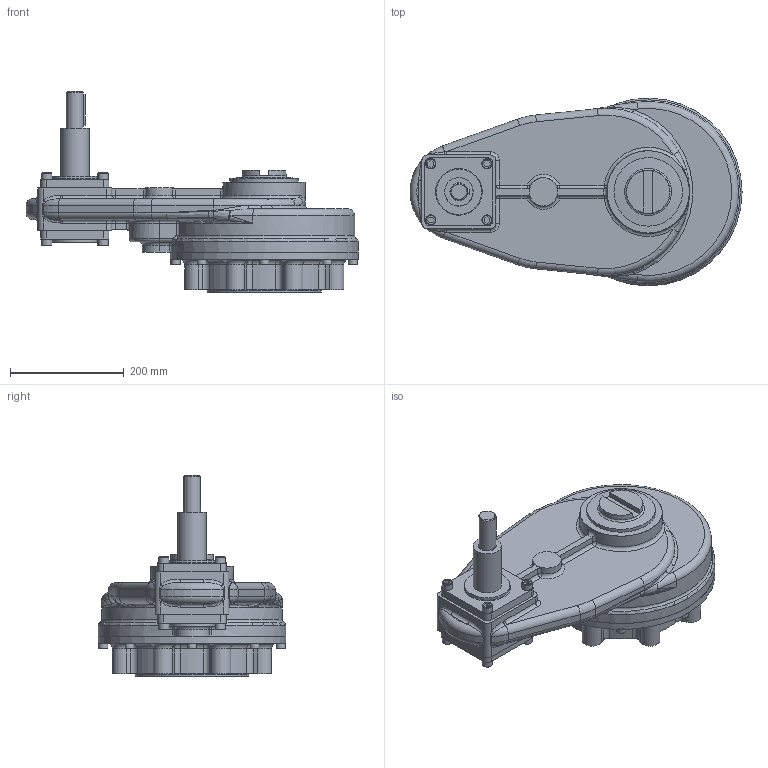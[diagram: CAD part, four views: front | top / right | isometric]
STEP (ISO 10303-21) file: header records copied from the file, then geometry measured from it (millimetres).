
FILE_DESCRIPTION( ( 'Unknown' ), '1' );
FILE_NAME( 'PUBIS9-MAN-F25_simplified.stp', 'Unknown', ( 'Unknown' ), ( 'Unknown' ), 'PSStep 15.0.49', 'Unknown', ' ' );
FILE_SCHEMA( ( 'AUTOMOTIVE_DESIGN { 1 0 10303 214 1 1 1 1 }' ) );
Length unit declared in the file: millimetre
Products named in the file (27): 1; 2; 3; 4; 5; 6; 7; 8; 9; 10; 11; 12; 13; 14; 15; 16; 17; 18; 19; 20; 21; 22; 23; 24; 25; 26; 27
Bounding box: 584.05 x 330 x 354.07 mm (x, y, z)
Surface area: 636580.9 mm2 (no closed solid volume)
Topology: 0 solids, 551 shells, 551 faces, 2496 edges, 2384 vertices
Faces by surface type: plane 218, cylinder 167, torus 56, bspline 44, sphere 34, cone 32
Full cylindrical faces by diameter (mm): 13.835 x8, 16 x8, 18 x8, 30 x1, 50 x3, 50.2 x1, 80 x2, 110 x1, 120.65 x1, 145 x1, 200 x1, 220 x1, 330 x1
Entity records: 39932 total; most frequent: CARTESIAN_POINT 16513, DIRECTION 4207, VERTEX_POINT 2351, ORIENTED_EDGE 2343, EDGE_CURVE 2343, AXIS2_PLACEMENT_3D 1517, LINE 1173, VECTOR 1173
